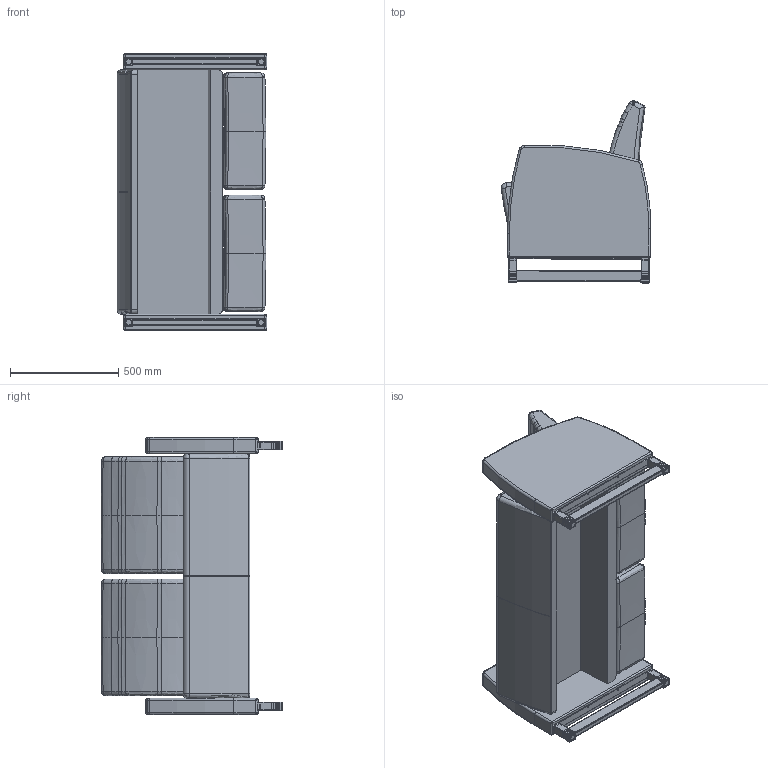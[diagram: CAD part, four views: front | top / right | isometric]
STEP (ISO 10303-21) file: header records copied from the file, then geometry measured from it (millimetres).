
FILE_DESCRIPTION(/* description */ (''),/* implementation_level */ '2;1');
FILE_NAME(/* name */ 'KOU29F.stp',/* time_stamp */ '2018-05-23T08:32:55-04:00',/* author */ ('emehringer'),/* organization */ (''),/* preprocessor_version */ 'ST-DEVELOPER v16.13',/* originating_system */ 'Autodesk Inventor 2018',/* authorisation */ '');
FILE_SCHEMA (('AUTOMOTIVE_DESIGN { 1 0 10303 214 3 1 1 }'));
Length unit declared in the file: inch
Products named in the file (8): KOU20F; KOU20 USEAT; KOU10 NEW BACK; KOU10 UARM; KOU19SLED; LEG CAP 1.5-1; LEG CAP 1.5-1_1; GLD BLK 5-16
Assembly tree (13 placements, depth 3):
  KOU20F
    KOU20 USEAT
    KOU10 NEW BACK  x2
    KOU10 UARM  x2
    KOU19SLED  x2
    LEG CAP 1.5-1  x4
      LEG CAP 1.5-1_1
      GLD BLK 5-16
Bounding box: 692.58 x 842.44 x 1282.7 mm (x, y, z)
Volume: 244067155.5 mm3; surface area: 6461859.4 mm2
Topology: 21 solids, 29 shells, 3126 faces, 6710 edges, 3640 vertices
Faces by surface type: cylinder 952, bspline 736, plane 670, torus 668, sphere 80, cone 20
Full cylindrical faces by diameter (mm): 6.528 x8, 7.925 x8, 7.938 x4, 9.525 x4, 9.906 x8, 11.989 x4, 31.75 x4
Entity records: 35369 total; most frequent: CARTESIAN_POINT 15952, ORIENTED_EDGE 4068, DIRECTION 3795, EDGE_CURVE 2036, AXIS2_PLACEMENT_3D 1520, VERTEX_POINT 1139, EDGE_LOOP 965, FACE_OUTER_BOUND 933
